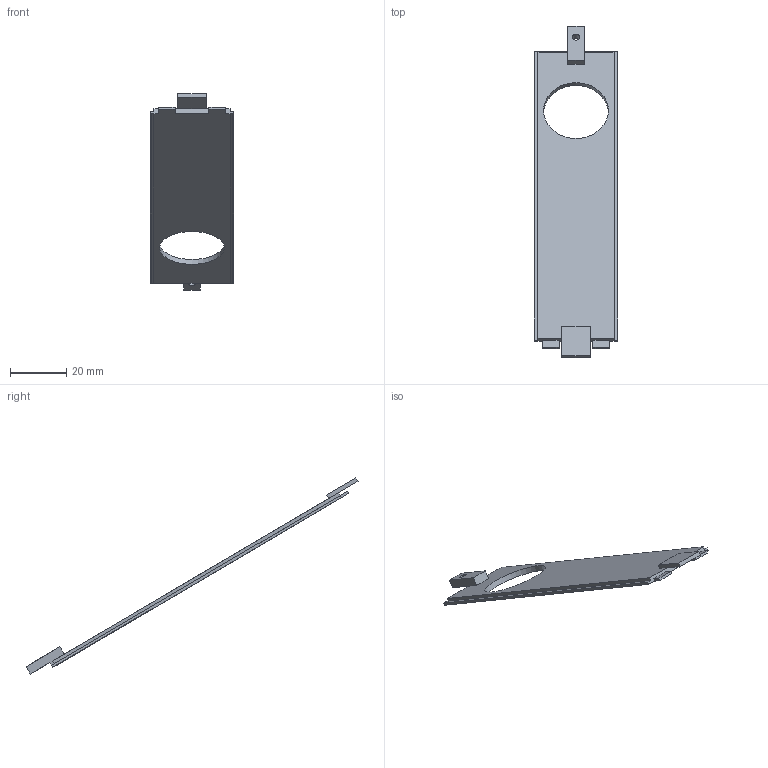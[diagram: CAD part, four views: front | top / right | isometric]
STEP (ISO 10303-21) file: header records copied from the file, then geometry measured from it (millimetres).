
FILE_DESCRIPTION(/* description */ (''),/* implementation_level */ '2;1');
FILE_NAME(/* name */ '20111_Hatch carré v1.step',/* time_stamp */ '2020-11-19T11:37:49+01:00',/* author */ (''),/* organization */ (''),/* preprocessor_version */ 'ST-DEVELOPER v18.1',/* originating_system */ 'Autodesk Translation Framework v9.3.0.1241',/* authorisation */ '');
FILE_SCHEMA (('AUTOMOTIVE_DESIGN { 1 0 10303 214 3 1 1 }'));
Length unit declared in the file: millimetre
Products named in the file (1): 20111_Hatch carré
Bounding box: 29.8 x 117.89 x 69.64 mm (x, y, z)
Volume: 6295.3 mm3; surface area: 7512.6 mm2
Topology: 1 solids, 1 shells, 38 faces, 106 edges, 70 vertices
Faces by surface type: plane 34, cylinder 4
Full cylindrical faces by diameter (mm): 2.529 x1, 23 x1
Entity records: 1250 total; most frequent: CARTESIAN_POINT 215, ORIENTED_EDGE 212, DIRECTION 192, EDGE_CURVE 106, LINE 98, VECTOR 98, VERTEX_POINT 70, AXIS2_PLACEMENT_3D 47
